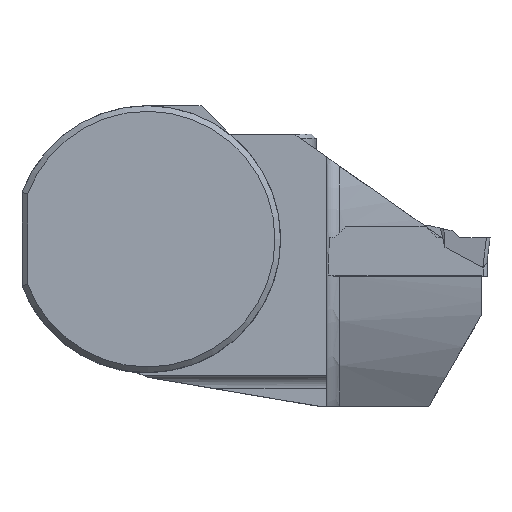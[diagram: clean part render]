
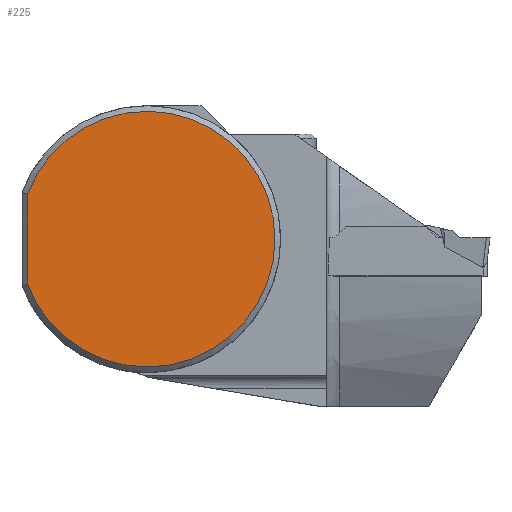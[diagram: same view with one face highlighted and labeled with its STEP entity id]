
A CAD part, top view. The second image highlights one B-rep face of the part: STEP entity #225.
In plain terms, the highlighted planar face has unit normal (0, 0, 1).
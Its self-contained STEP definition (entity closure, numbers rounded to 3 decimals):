
#165=CIRCLE('',#1611,15.325);
#225=ADVANCED_FACE('',(#349),#282,.F.);
#282=PLANE('',#1614);
#349=FACE_OUTER_BOUND('',#423,.T.);
#423=EDGE_LOOP('',(#801,#802));
#801=ORIENTED_EDGE('',*,*,#1164,.F.);
#802=ORIENTED_EDGE('',*,*,#1172,.T.);
#981=VERTEX_POINT('',#2596);
#982=VERTEX_POINT('',#2601);
#1164=EDGE_CURVE('',#982,#981,#1296,.T.);
#1172=EDGE_CURVE('',#982,#981,#165,.T.);
#1296=LINE('',#2602,#1427);
#1427=VECTOR('',#1944,1.);
#1611=AXIS2_PLACEMENT_3D('',#2619,#1965,#1966);
#1614=AXIS2_PLACEMENT_3D('',#2622,#1971,#1972);
#1944=DIRECTION('',(0.,1.,0.));
#1965=DIRECTION('',(0.,0.,1.));
#1966=DIRECTION('',(1.,0.,0.));
#1971=DIRECTION('',(0.,0.,-1.));
#1972=DIRECTION('',(1.,0.,0.));
#2596=CARTESIAN_POINT('',(-14.325,5.445,0.));
#2601=CARTESIAN_POINT('',(-14.325,-5.445,0.));
#2602=CARTESIAN_POINT('',(-14.325,16.,0.));
#2619=CARTESIAN_POINT('',(0.,0.,0.));
#2622=CARTESIAN_POINT('',(0.,0.,0.));
